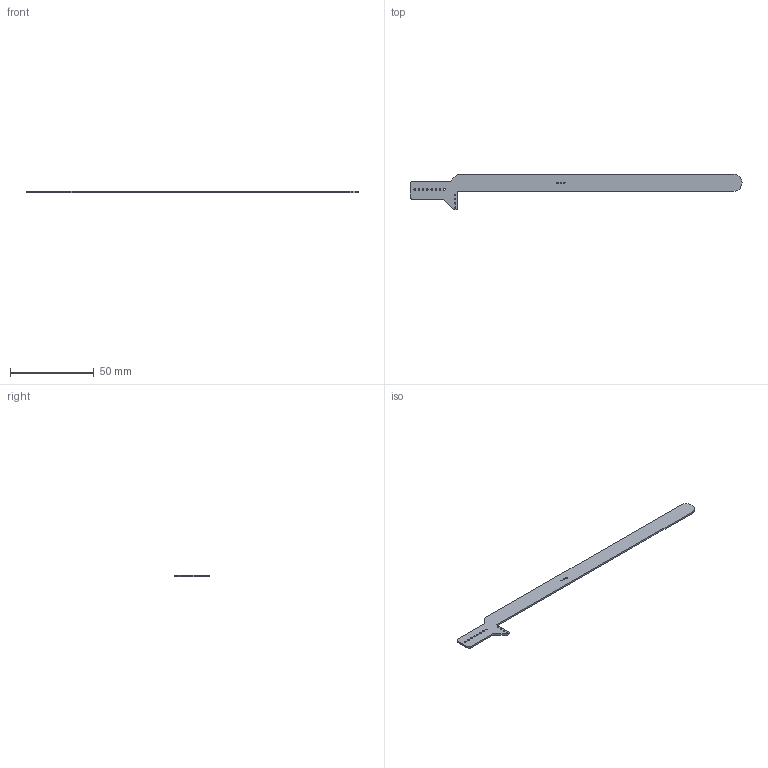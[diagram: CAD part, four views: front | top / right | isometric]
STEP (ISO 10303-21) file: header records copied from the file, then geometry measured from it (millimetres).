
FILE_DESCRIPTION(('Designed by EasyEDA Pro'),'2;1');
FILE_NAME('Open CASCADE Shape Model','2024-03-21T23:36:25',('Author'),( 'Open CASCADE'),'Open CASCADE STEP processor 7.6','Open CASCADE 7.6' ,'Unknown');
FILE_SCHEMA(('AUTOMOTIVE_DESIGN { 1 0 10303 214 1 1 1 1 }'));
Length unit declared in the file: millimetre
Products named in the file (2): PCBModel; COMPOUND
Assembly tree (1 placements, depth 2):
  PCBModel
    COMPOUND
Bounding box: 197.97 x 20.97 x 1 mm (x, y, z)
Volume: 2020.4 mm3; surface area: 4508.4 mm2
Topology: 1 solids, 1 shells, 32 faces, 90 edges, 60 vertices
Faces by surface type: cylinder 20, plane 12
Full cylindrical faces by diameter (mm): 0.8 x4, 0.914 x11
Entity records: 1364 total; most frequent: DIRECTION 198, CARTESIAN_POINT 184, ORIENTED_EDGE 180, EDGE_CURVE 90, AXIS2_PLACEMENT_3D 74, FACE_BOUND 62, EDGE_LOOP 62, VERTEX_POINT 60
